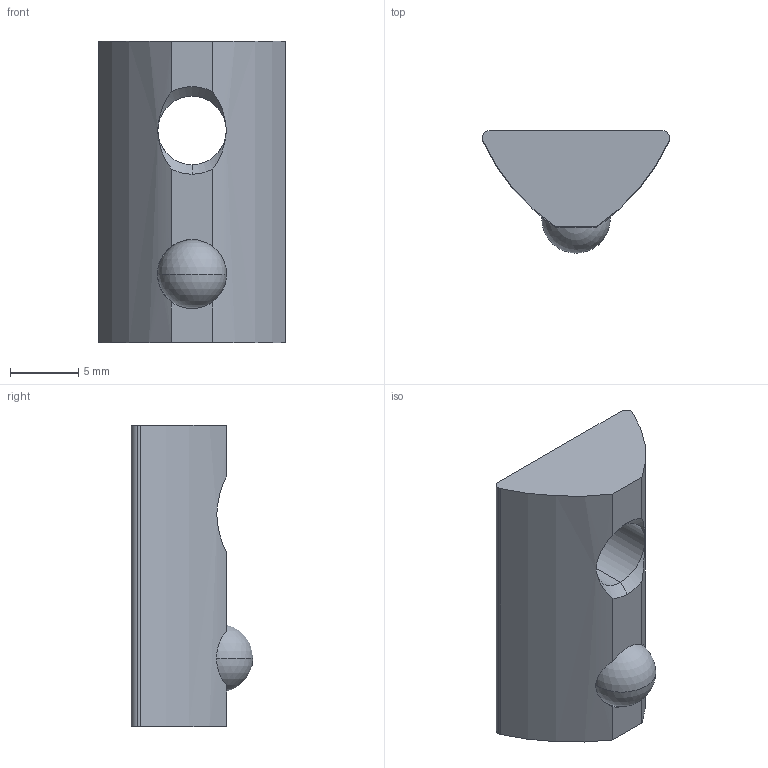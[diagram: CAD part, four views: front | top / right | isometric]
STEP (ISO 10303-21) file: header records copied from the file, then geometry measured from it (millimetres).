
FILE_DESCRIPTION (( 'STEP AP214' ), '1' );
FILE_NAME ('096006-102314.step', '2022-09-26T11:51:39', ( '' ), ( '' ), 'SwSTEP 2.0', 'SolidWorks 2022', '' );
FILE_SCHEMA (( 'AUTOMOTIVE_DESIGN' ));
Length unit declared in the file: millimetre
Products named in the file (4): 09600_R01-A-TAB_096006R01; 340me023_340ME023; 096006-102314; 340me007_340ME007
Assembly tree (3 placements, depth 2):
  096006-102314
    09600_R01-A-TAB_096006R01
    340me007_340ME007
    340me023_340ME023
Bounding box: 13.7 x 8.9 x 22 mm (x, y, z)
Volume: 1306.3 mm3; surface area: 1183.6 mm2
Topology: 3 solids, 3 shells, 35 faces, 92 edges, 58 vertices
Faces by surface type: cylinder 9, plane 9, cone 7, torus 6, sphere 2, bspline 2
Entity records: 1910 total; most frequent: CARTESIAN_POINT 887, DIRECTION 200, ORIENTED_EDGE 174, AXIS2_PLACEMENT_3D 88, EDGE_CURVE 87, VERTEX_POINT 55, CIRCLE 49, EDGE_LOOP 38
